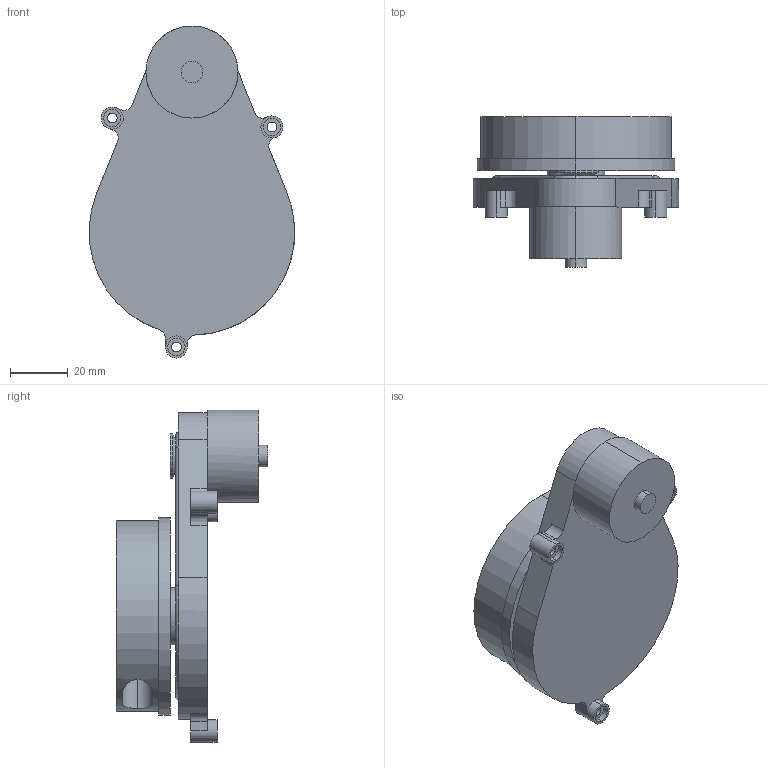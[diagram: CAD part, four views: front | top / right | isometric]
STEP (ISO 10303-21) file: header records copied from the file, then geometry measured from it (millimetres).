
FILE_DESCRIPTION (( 'STEP AP203' ), '1' );
FILE_NAME ('LIDAR X4 PRO.STEP', '2025-05-08T08:16:06', ( '' ), ( '' ), 'SwSTEP 2.0', 'SolidWorks 2022', '' );
FILE_SCHEMA (( 'CONFIG_CONTROL_DESIGN' ));
Length unit declared in the file: millimetre
Products named in the file (1): LIDAR X4 PRO
Bounding box: 71.43 x 52.5 x 115.42 mm (x, y, z)
Volume: 116680.8 mm3; surface area: 32574.6 mm2
Topology: 2 solids, 2 shells, 107 faces, 253 edges, 162 vertices
Faces by surface type: cylinder 59, plane 36, torus 12
Entity records: 3360 total; most frequent: CARTESIAN_POINT 672, DIRECTION 607, ORIENTED_EDGE 506, EDGE_CURVE 253, AXIS2_PLACEMENT_3D 251, VERTEX_POINT 162, CIRCLE 143, EDGE_LOOP 127
